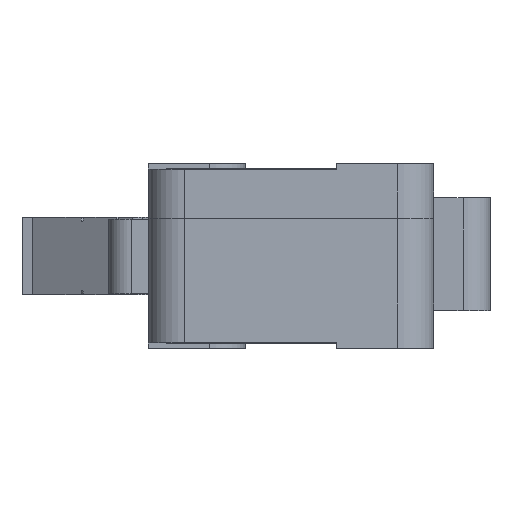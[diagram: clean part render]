
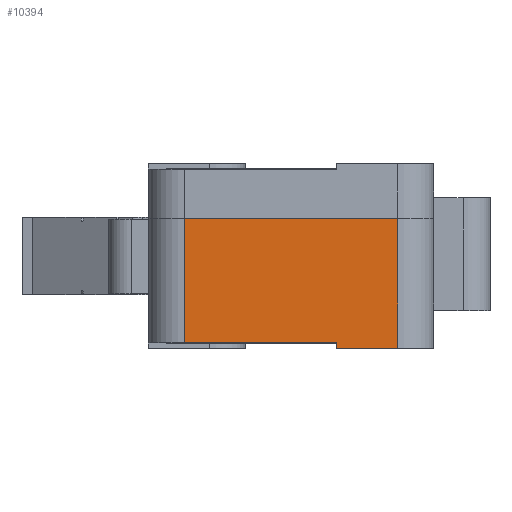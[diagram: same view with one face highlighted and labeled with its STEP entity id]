
A CAD part, left-side view. The second image highlights one B-rep face of the part: STEP entity #10394.
In plain terms, the highlighted planar face has unit normal (-1, 0, 0).
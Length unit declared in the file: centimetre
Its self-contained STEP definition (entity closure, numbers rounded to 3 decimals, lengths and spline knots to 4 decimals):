
#1134=FACE_OUTER_BOUND('',#1732,.T.);
#1732=EDGE_LOOP('',(#9447,#9448,#9449,#9450,#9451,#9452));
#2550=LINE('',#16956,#3693);
#2856=LINE('',#18780,#3999);
#2859=LINE('',#18788,#4002);
#2864=LINE('',#18800,#4007);
#2867=LINE('',#18806,#4010);
#2879=LINE('',#18836,#4022);
#3693=VECTOR('',#12246,1.);
#3999=VECTOR('',#12922,1.);
#4002=VECTOR('',#12929,1.);
#4007=VECTOR('',#12946,1.);
#4010=VECTOR('',#12955,1.);
#4022=VECTOR('',#12993,1.);
#4805=VERTEX_POINT('',#16946);
#4807=VERTEX_POINT('',#16955);
#4995=VERTEX_POINT('',#18776);
#4996=VERTEX_POINT('',#18778);
#4999=VERTEX_POINT('',#18787);
#5000=VERTEX_POINT('',#18798);
#6066=EDGE_CURVE('',#4807,#4805,#2550,.T.);
#6466=EDGE_CURVE('',#4995,#4996,#2856,.T.);
#6470=EDGE_CURVE('',#4999,#4995,#2859,.T.);
#6477=EDGE_CURVE('',#5000,#4996,#2864,.T.);
#6480=EDGE_CURVE('',#4999,#4805,#2867,.T.);
#6494=EDGE_CURVE('',#5000,#4807,#2879,.T.);
#9447=ORIENTED_EDGE('',*,*,#6066,.T.);
#9448=ORIENTED_EDGE('',*,*,#6480,.F.);
#9449=ORIENTED_EDGE('',*,*,#6470,.T.);
#9450=ORIENTED_EDGE('',*,*,#6466,.T.);
#9451=ORIENTED_EDGE('',*,*,#6477,.F.);
#9452=ORIENTED_EDGE('',*,*,#6494,.T.);
#9847=PLANE('',#10890);
#10394=ADVANCED_FACE('',(#1134),#9847,.T.);
#10890=AXIS2_PLACEMENT_3D('',#18835,#12991,#12992);
#12246=DIRECTION('',(0.,1.,0.));
#12922=DIRECTION('',(0.,0.,-1.));
#12929=DIRECTION('',(0.,-1.,0.));
#12946=DIRECTION('',(0.,1.,0.));
#12955=DIRECTION('',(0.,0.,1.));
#12991=DIRECTION('center_axis',(-1.,0.,0.));
#12992=DIRECTION('ref_axis',(0.,0.,1.));
#12993=DIRECTION('',(0.,0.,1.));
#16946=CARTESIAN_POINT('',(-2.89,0.6425,0.725));
#16955=CARTESIAN_POINT('',(-2.89,-0.5475,0.725));
#16956=CARTESIAN_POINT('',(-2.89,0.1476,0.725));
#18776=CARTESIAN_POINT('',(-2.89,-0.2075,0.03));
#18778=CARTESIAN_POINT('',(-2.89,-0.2075,0.));
#18780=CARTESIAN_POINT('',(-2.89,-0.2075,0.));
#18787=CARTESIAN_POINT('',(-2.89,0.6425,0.03));
#18788=CARTESIAN_POINT('',(-2.89,-0.2457,0.03));
#18798=CARTESIAN_POINT('',(-2.89,-0.5475,0.));
#18800=CARTESIAN_POINT('',(-2.89,-0.5475,0.));
#18806=CARTESIAN_POINT('',(-2.89,0.6425,0.));
#18835=CARTESIAN_POINT('Origin',(-2.89,-0.5475,0.));
#18836=CARTESIAN_POINT('',(-2.89,-0.5475,0.));
